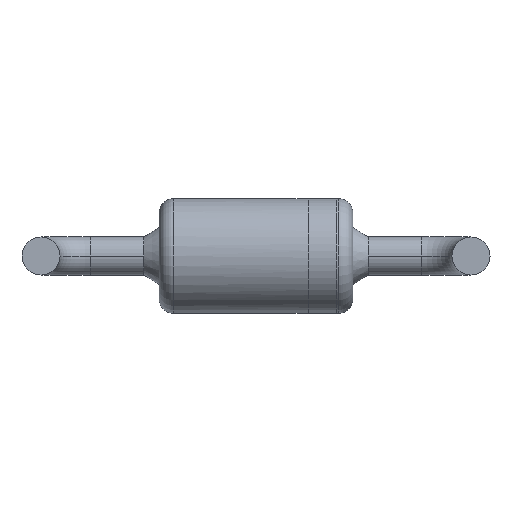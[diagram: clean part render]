
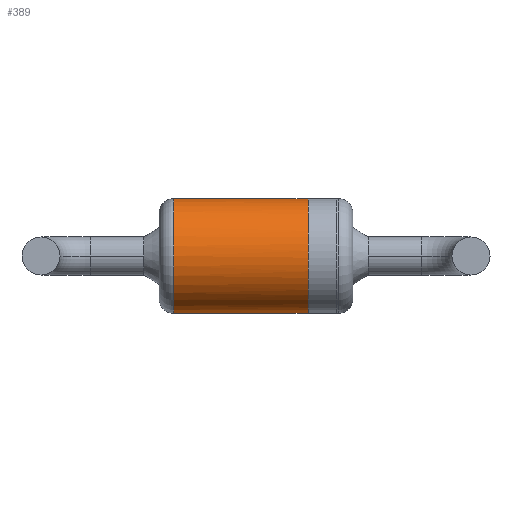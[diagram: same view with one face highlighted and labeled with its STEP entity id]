
A CAD part, front view. The second image highlights one B-rep face of the part: STEP entity #389.
In plain terms, the highlighted cylindrical face has radius 1.188 mm (diameter 2.375 mm), a partial arc.
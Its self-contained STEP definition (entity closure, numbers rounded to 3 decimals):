
#36 = VECTOR ( 'NONE', #4695, 1000. ) ;
#208 = CARTESIAN_POINT ( 'NONE',  ( 5.521, 1.458, 0.95 ) ) ;
#303 = ORIENTED_EDGE ( 'NONE', *, *, #3399, .F. ) ;
#389 = ADVANCED_FACE ( 'NONE', ( #5306 ), #3234, .T. ) ;
#627 = VERTEX_POINT ( 'NONE', #945 ) ;
#945 = CARTESIAN_POINT ( 'NONE',  ( 2.739, 2.188, -1.188 ) ) ;
#953 = DIRECTION ( 'NONE',  ( -1., 0., 0. ) ) ;
#956 = ORIENTED_EDGE ( 'NONE', *, *, #3588, .T. ) ;
#1034 = DIRECTION ( 'NONE',  ( 0., 0., 1. ) ) ;
#1053 = CARTESIAN_POINT ( 'NONE',  ( 5.521, 1.15, -0.598 ) ) ;
#1242 = CARTESIAN_POINT ( 'NONE',  ( 5.521, 2.188, -1.188 ) ) ;
#1297 = B_SPLINE_CURVE_WITH_KNOTS ( 'NONE', 3,
 ( #1509, #5023, #4911, #4091, #2903, #3686, #1053, #4515, #3725, #3224, #2485, #3638, #4623, #208, #4149, #4212, #2453, #2795 ),
 .UNSPECIFIED., .F., .F.,
 ( 4, 2, 2, 2, 2, 2, 2, 2, 4 ),
 ( 0.5, 0.563, 0.625, 0.688, 0.75, 0.813, 0.875, 0.938, 1. ),
 .UNSPECIFIED. ) ;
#1427 = CIRCLE ( 'NONE', #4838, 1.188 ) ;
#1509 = CARTESIAN_POINT ( 'NONE',  ( 5.521, 2.188, -1.188 ) ) ;
#1627 = LINE ( 'NONE', #2477, #36 ) ;
#1789 = CARTESIAN_POINT ( 'NONE',  ( 2.739, 2.188, 1.188 ) ) ;
#1839 = CARTESIAN_POINT ( 'NONE',  ( 5.521, 2.188, 1.188 ) ) ;
#1845 = DIRECTION ( 'NONE',  ( 0., 0., 1. ) ) ;
#1929 = VERTEX_POINT ( 'NONE', #1839 ) ;
#1975 = CARTESIAN_POINT ( 'NONE',  ( 2.128, 2.188, -1.188 ) ) ;
#1977 = CARTESIAN_POINT ( 'NONE',  ( 2.128, 2.188, 0. ) ) ;
#2084 = VERTEX_POINT ( 'NONE', #1242 ) ;
#2453 = CARTESIAN_POINT ( 'NONE',  ( 5.521, 2.032, 1.188 ) ) ;
#2477 = CARTESIAN_POINT ( 'NONE',  ( 2.128, 2.188, 1.188 ) ) ;
#2485 = CARTESIAN_POINT ( 'NONE',  ( 5.521, 1.031, 0.311 ) ) ;
#2795 = CARTESIAN_POINT ( 'NONE',  ( 5.521, 2.188, 1.188 ) ) ;
#2903 = CARTESIAN_POINT ( 'NONE',  ( 5.521, 1.458, -0.95 ) ) ;
#2914 = LINE ( 'NONE', #1975, #4150 ) ;
#3206 = DIRECTION ( 'NONE',  ( -1., 0., 0. ) ) ;
#3224 = CARTESIAN_POINT ( 'NONE',  ( 5.521, 1., 0.155 ) ) ;
#3234 = CYLINDRICAL_SURFACE ( 'NONE', #4519, 1.188 ) ;
#3312 = EDGE_CURVE ( 'NONE', #627, #5202, #1427, .T. ) ;
#3399 = EDGE_CURVE ( 'NONE', #2084, #627, #2914, .T. ) ;
#3588 = EDGE_CURVE ( 'NONE', #2084, #1929, #1297, .T. ) ;
#3638 = CARTESIAN_POINT ( 'NONE',  ( 5.521, 1.15, 0.598 ) ) ;
#3686 = CARTESIAN_POINT ( 'NONE',  ( 5.521, 1.238, -0.73 ) ) ;
#3725 = CARTESIAN_POINT ( 'NONE',  ( 5.521, 1., -0.155 ) ) ;
#3791 = DIRECTION ( 'NONE',  ( -1., 0., 0. ) ) ;
#4091 = CARTESIAN_POINT ( 'NONE',  ( 5.521, 1.589, -1.038 ) ) ;
#4149 = CARTESIAN_POINT ( 'NONE',  ( 5.521, 1.589, 1.038 ) ) ;
#4150 = VECTOR ( 'NONE', #3791, 1000. ) ;
#4212 = CARTESIAN_POINT ( 'NONE',  ( 5.521, 1.877, 1.157 ) ) ;
#4515 = CARTESIAN_POINT ( 'NONE',  ( 5.521, 1.031, -0.311 ) ) ;
#4519 = AXIS2_PLACEMENT_3D ( 'NONE', #1977, #3206, #1034 ) ;
#4623 = CARTESIAN_POINT ( 'NONE',  ( 5.521, 1.238, 0.73 ) ) ;
#4695 = DIRECTION ( 'NONE',  ( -1., 0., 0. ) ) ;
#4739 = CARTESIAN_POINT ( 'NONE',  ( 2.739, 2.188, 0. ) ) ;
#4838 = AXIS2_PLACEMENT_3D ( 'NONE', #4739, #953, #1845 ) ;
#4911 = CARTESIAN_POINT ( 'NONE',  ( 5.521, 1.877, -1.157 ) ) ;
#5023 = CARTESIAN_POINT ( 'NONE',  ( 5.521, 2.032, -1.188 ) ) ;
#5026 = EDGE_LOOP ( 'NONE', ( #303, #956, #5036, #5459 ) ) ;
#5036 = ORIENTED_EDGE ( 'NONE', *, *, #5422, .T. ) ;
#5202 = VERTEX_POINT ( 'NONE', #1789 ) ;
#5306 = FACE_OUTER_BOUND ( 'NONE', #5026, .T. ) ;
#5422 = EDGE_CURVE ( 'NONE', #1929, #5202, #1627, .T. ) ;
#5459 = ORIENTED_EDGE ( 'NONE', *, *, #3312, .F. ) ;
